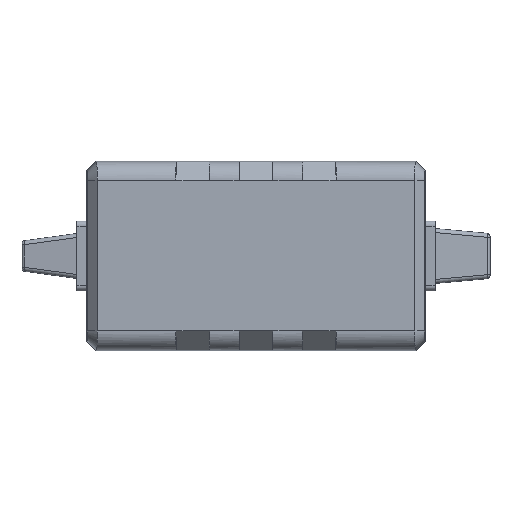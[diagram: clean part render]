
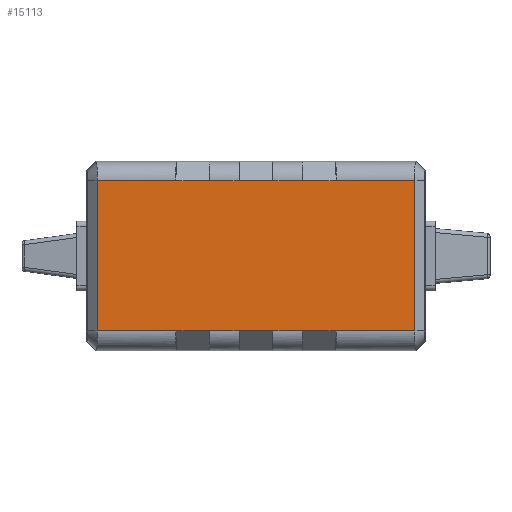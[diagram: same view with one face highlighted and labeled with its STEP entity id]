
A CAD part, top view. The second image highlights one B-rep face of the part: STEP entity #15113.
In plain terms, the highlighted planar face has unit normal (0, 0, 1).
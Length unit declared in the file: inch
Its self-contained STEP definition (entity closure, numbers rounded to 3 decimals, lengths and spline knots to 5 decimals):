
#2522 = LINE ( 'NONE', #2531, #11684 ) ;
#2531 = CARTESIAN_POINT ( 'NONE',  ( -0.66929, -0.29671, 0.16929 ) ) ;
#2533 = DIRECTION ( 'NONE',  ( 1., 0., 0. ) ) ;
#2538 = LINE ( 'NONE', #2544, #11662 ) ;
#2544 = CARTESIAN_POINT ( 'NONE',  ( -0.66929, -0.29671, 0.16929 ) ) ;
#2545 = DIRECTION ( 'NONE',  ( 1., 0., 0. ) ) ;
#2579 = LINE ( 'NONE', #2580, #11673 ) ;
#2580 = CARTESIAN_POINT ( 'NONE',  ( -0.66929, 0.29671, 0.16929 ) ) ;
#2581 = DIRECTION ( 'NONE',  ( -1., 0., 0. ) ) ;
#2586 = LINE ( 'NONE', #2589, #14422 ) ;
#2589 = CARTESIAN_POINT ( 'NONE',  ( -0.62846, -0.37402, 0.16929 ) ) ;
#2591 = DIRECTION ( 'NONE',  ( 0., -1., 0. ) ) ;
#2617 = LINE ( 'NONE', #2618, #14456 ) ;
#2618 = CARTESIAN_POINT ( 'NONE',  ( -0.66929, 0.29671, 0.16929 ) ) ;
#2619 = DIRECTION ( 'NONE',  ( -1., 0., 0. ) ) ;
#2620 = LINE ( 'NONE', #2621, #14370 ) ;
#2621 = CARTESIAN_POINT ( 'NONE',  ( -0.66929, 0.29671, 0.16929 ) ) ;
#2622 = DIRECTION ( 'NONE',  ( -1., 0., 0. ) ) ;
#2630 = LINE ( 'NONE', #2631, #14579 ) ;
#2631 = CARTESIAN_POINT ( 'NONE',  ( -0.66929, 0.29671, 0.16929 ) ) ;
#2632 = DIRECTION ( 'NONE',  ( -1., 0., 0. ) ) ;
#2647 = LINE ( 'NONE', #2648, #14390 ) ;
#2648 = CARTESIAN_POINT ( 'NONE',  ( -0.66929, -0.29671, 0.16929 ) ) ;
#2649 = DIRECTION ( 'NONE',  ( 1., 0., 0. ) ) ;
#2653 = LINE ( 'NONE', #2654, #14506 ) ;
#2654 = CARTESIAN_POINT ( 'NONE',  ( -0.66929, -0.29671, 0.16929 ) ) ;
#2655 = DIRECTION ( 'NONE',  ( 1., 0., 0. ) ) ;
#2659 = LINE ( 'NONE', #2660, #14472 ) ;
#2660 = CARTESIAN_POINT ( 'NONE',  ( -0.66929, 0.29671, 0.16929 ) ) ;
#2661 = DIRECTION ( 'NONE',  ( -1., 0., 0. ) ) ;
#2668 = LINE ( 'NONE', #2669, #14374 ) ;
#2669 = CARTESIAN_POINT ( 'NONE',  ( -0.66929, 0.29671, 0.16929 ) ) ;
#2670 = DIRECTION ( 'NONE',  ( -1., 0., 0. ) ) ;
#2674 = LINE ( 'NONE', #2675, #14548 ) ;
#2675 = CARTESIAN_POINT ( 'NONE',  ( -0.66929, -0.29671, 0.16929 ) ) ;
#2676 = DIRECTION ( 'NONE',  ( 1., 0., 0. ) ) ;
#2677 = LINE ( 'NONE', #2678, #14445 ) ;
#2678 = CARTESIAN_POINT ( 'NONE',  ( -0.66929, -0.29671, 0.16929 ) ) ;
#2679 = DIRECTION ( 'NONE',  ( 1., 0., 0. ) ) ;
#2694 = LINE ( 'NONE', #2696, #14532 ) ;
#2696 = CARTESIAN_POINT ( 'NONE',  ( -0.66929, -0.29671, 0.16929 ) ) ;
#2698 = DIRECTION ( 'NONE',  ( 1., 0., 0. ) ) ;
#2739 = LINE ( 'NONE', #2756, #14614 ) ;
#2756 = CARTESIAN_POINT ( 'NONE',  ( 0.62846, -0.37402, 0.16929 ) ) ;
#2757 = DIRECTION ( 'NONE',  ( 0., 1., 0. ) ) ;
#2758 = LINE ( 'NONE', #2759, #14417 ) ;
#2759 = CARTESIAN_POINT ( 'NONE',  ( -0.66929, 0.29671, 0.16929 ) ) ;
#2760 = DIRECTION ( 'NONE',  ( -1., 0., 0. ) ) ;
#5003 = FACE_OUTER_BOUND ( 'NONE', #12229, .T. ) ;
#5023 = PLANE ( 'NONE',  #7902 ) ;
#5024 = CARTESIAN_POINT ( 'NONE',  ( -0.66929, -0.37402, 0.16929 ) ) ;
#5025 = DIRECTION ( 'NONE',  ( 0., 0., 1. ) ) ;
#5026 = DIRECTION ( 'NONE',  ( 1., 0., 0. ) ) ;
#6328 = CARTESIAN_POINT ( 'NONE',  ( -0.31693, 0.29671, 0.16929 ) ) ;
#6719 = CARTESIAN_POINT ( 'NONE',  ( -0.62846, 0.29671, 0.16929 ) ) ;
#7902 = AXIS2_PLACEMENT_3D ( 'NONE', #5024, #5025, #5026 ) ;
#8906 = EDGE_CURVE ( 'NONE', #12661, #12066, #2522, .T. ) ;
#8910 = EDGE_CURVE ( 'NONE', #12659, #12647, #2538, .T. ) ;
#8921 = EDGE_CURVE ( 'NONE', #12664, #12055, #2579, .T. ) ;
#8924 = EDGE_CURVE ( 'NONE', #14305, #12629, #2586, .T. ) ;
#8929 = EDGE_CURVE ( 'NONE', #12672, #12660, #2617, .T. ) ;
#8930 = EDGE_CURVE ( 'NONE', #13004, #12672, #2620, .T. ) ;
#8933 = EDGE_CURVE ( 'NONE', #12660, #12664, #2630, .T. ) ;
#8938 = EDGE_CURVE ( 'NONE', #12219, #12669, #2647, .T. ) ;
#8940 = EDGE_CURVE ( 'NONE', #12647, #12645, #2653, .T. ) ;
#8942 = EDGE_CURVE ( 'NONE', #13914, #14305, #2659, .T. ) ;
#8945 = EDGE_CURVE ( 'NONE', #12231, #13914, #2668, .T. ) ;
#8947 = EDGE_CURVE ( 'NONE', #12629, #12661, #2674, .T. ) ;
#8948 = EDGE_CURVE ( 'NONE', #12645, #12219, #2677, .T. ) ;
#8954 = EDGE_CURVE ( 'NONE', #12066, #12659, #2694, .T. ) ;
#8966 = EDGE_CURVE ( 'NONE', #12669, #13004, #2739, .T. ) ;
#8967 = EDGE_CURVE ( 'NONE', #12055, #12231, #2758, .T. ) ;
#10506 = CARTESIAN_POINT ( 'NONE',  ( -0.18307, 0.29671, 0.16929 ) ) ;
#10627 = CARTESIAN_POINT ( 'NONE',  ( -0.62846, -0.29671, 0.16929 ) ) ;
#10636 = CARTESIAN_POINT ( 'NONE',  ( 0.62846, -0.29671, 0.16929 ) ) ;
#10639 = CARTESIAN_POINT ( 'NONE',  ( 0.18307, -0.29671, 0.16929 ) ) ;
#10641 = CARTESIAN_POINT ( 'NONE',  ( 0.06693, -0.29671, 0.16929 ) ) ;
#10646 = CARTESIAN_POINT ( 'NONE',  ( 0.06693, 0.29671, 0.16929 ) ) ;
#10648 = CARTESIAN_POINT ( 'NONE',  ( 0.31693, 0.29671, 0.16929 ) ) ;
#10650 = CARTESIAN_POINT ( 'NONE',  ( -0.06693, -0.29671, 0.16929 ) ) ;
#10651 = CARTESIAN_POINT ( 'NONE',  ( 0.18307, 0.29671, 0.16929 ) ) ;
#10652 = CARTESIAN_POINT ( 'NONE',  ( -0.31693, -0.29671, 0.16929 ) ) ;
#10669 = CARTESIAN_POINT ( 'NONE',  ( 0.62846, 0.29671, 0.16929 ) ) ;
#11662 = VECTOR ( 'NONE', #2545, 39.37008 ) ;
#11673 = VECTOR ( 'NONE', #2581, 39.37008 ) ;
#11684 = VECTOR ( 'NONE', #2533, 39.37008 ) ;
#12055 = VERTEX_POINT ( 'NONE', #16302 ) ;
#12066 = VERTEX_POINT ( 'NONE', #16301 ) ;
#12219 = VERTEX_POINT ( 'NONE', #16331 ) ;
#12229 = EDGE_LOOP ( 'NONE', ( #12898, #12906, #13059, #12811, #13020, #12957, #13000, #12933, #12841, #13085, #12952, #13087, #13089, #12961, #12771, #12951 ) ) ;
#12231 = VERTEX_POINT ( 'NONE', #10506 ) ;
#12629 = VERTEX_POINT ( 'NONE', #10627 ) ;
#12645 = VERTEX_POINT ( 'NONE', #10639 ) ;
#12647 = VERTEX_POINT ( 'NONE', #10641 ) ;
#12659 = VERTEX_POINT ( 'NONE', #10650 ) ;
#12660 = VERTEX_POINT ( 'NONE', #10651 ) ;
#12661 = VERTEX_POINT ( 'NONE', #10652 ) ;
#12664 = VERTEX_POINT ( 'NONE', #10646 ) ;
#12669 = VERTEX_POINT ( 'NONE', #10636 ) ;
#12672 = VERTEX_POINT ( 'NONE', #10648 ) ;
#12771 = ORIENTED_EDGE ( 'NONE', *, *, #8967, .T. ) ;
#12811 = ORIENTED_EDGE ( 'NONE', *, *, #8906, .T. ) ;
#12841 = ORIENTED_EDGE ( 'NONE', *, *, #8938, .T. ) ;
#12898 = ORIENTED_EDGE ( 'NONE', *, *, #8942, .T. ) ;
#12906 = ORIENTED_EDGE ( 'NONE', *, *, #8924, .T. ) ;
#12933 = ORIENTED_EDGE ( 'NONE', *, *, #8948, .T. ) ;
#12951 = ORIENTED_EDGE ( 'NONE', *, *, #8945, .T. ) ;
#12952 = ORIENTED_EDGE ( 'NONE', *, *, #8930, .T. ) ;
#12957 = ORIENTED_EDGE ( 'NONE', *, *, #8910, .T. ) ;
#12961 = ORIENTED_EDGE ( 'NONE', *, *, #8921, .T. ) ;
#13000 = ORIENTED_EDGE ( 'NONE', *, *, #8940, .T. ) ;
#13004 = VERTEX_POINT ( 'NONE', #10669 ) ;
#13020 = ORIENTED_EDGE ( 'NONE', *, *, #8954, .T. ) ;
#13059 = ORIENTED_EDGE ( 'NONE', *, *, #8947, .T. ) ;
#13085 = ORIENTED_EDGE ( 'NONE', *, *, #8966, .T. ) ;
#13087 = ORIENTED_EDGE ( 'NONE', *, *, #8929, .T. ) ;
#13089 = ORIENTED_EDGE ( 'NONE', *, *, #8933, .T. ) ;
#13914 = VERTEX_POINT ( 'NONE', #6328 ) ;
#14305 = VERTEX_POINT ( 'NONE', #6719 ) ;
#14370 = VECTOR ( 'NONE', #2622, 39.37008 ) ;
#14374 = VECTOR ( 'NONE', #2670, 39.37008 ) ;
#14390 = VECTOR ( 'NONE', #2649, 39.37008 ) ;
#14417 = VECTOR ( 'NONE', #2760, 39.37008 ) ;
#14422 = VECTOR ( 'NONE', #2591, 39.37008 ) ;
#14445 = VECTOR ( 'NONE', #2679, 39.37008 ) ;
#14456 = VECTOR ( 'NONE', #2619, 39.37008 ) ;
#14472 = VECTOR ( 'NONE', #2661, 39.37008 ) ;
#14506 = VECTOR ( 'NONE', #2655, 39.37008 ) ;
#14532 = VECTOR ( 'NONE', #2698, 39.37008 ) ;
#14548 = VECTOR ( 'NONE', #2676, 39.37008 ) ;
#14579 = VECTOR ( 'NONE', #2632, 39.37008 ) ;
#14614 = VECTOR ( 'NONE', #2757, 39.37008 ) ;
#15113 = ADVANCED_FACE ( 'NONE', ( #5003 ), #5023, .T. ) ;
#16301 = CARTESIAN_POINT ( 'NONE',  ( -0.18307, -0.29671, 0.16929 ) ) ;
#16302 = CARTESIAN_POINT ( 'NONE',  ( -0.06693, 0.29671, 0.16929 ) ) ;
#16331 = CARTESIAN_POINT ( 'NONE',  ( 0.31693, -0.29671, 0.16929 ) ) ;
